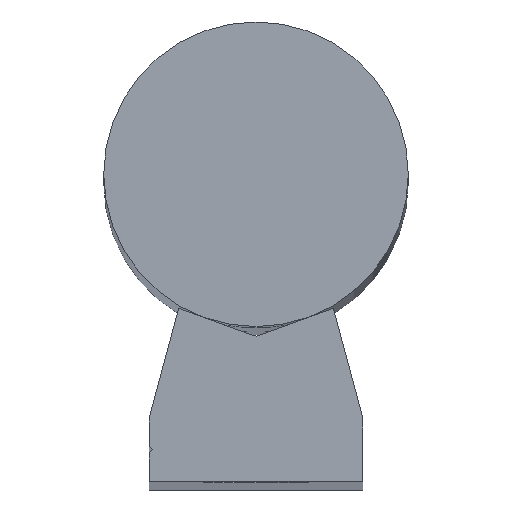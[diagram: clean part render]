
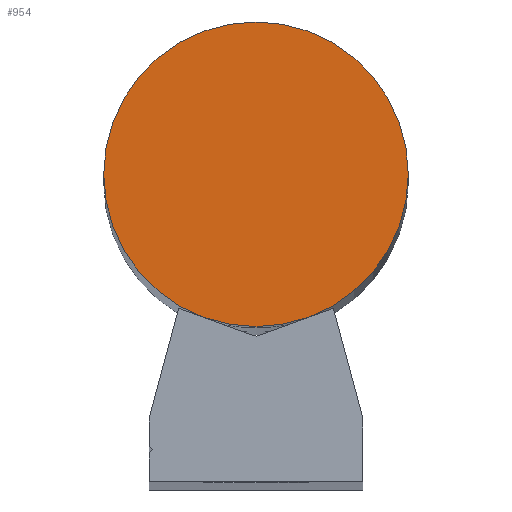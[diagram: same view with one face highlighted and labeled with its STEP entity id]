
A CAD part, top view. The second image highlights one B-rep face of the part: STEP entity #954.
In plain terms, the highlighted planar face has unit normal (0, 0, 1).
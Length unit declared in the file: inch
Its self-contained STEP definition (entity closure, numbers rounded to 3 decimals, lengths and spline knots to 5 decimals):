
#39 = DIRECTION ( 'NONE',  ( 0., 0., 1. ) ) ;
#83 = CARTESIAN_POINT ( 'NONE',  ( 0., 0.99272, 0. ) ) ;
#142 = PLANE ( 'NONE',  #818 ) ;
#215 = VERTEX_POINT ( 'NONE', #255 ) ;
#249 = DIRECTION ( 'NONE',  ( 0., 0., 1. ) ) ;
#255 = CARTESIAN_POINT ( 'NONE',  ( 0.49213, 0.99272, 0. ) ) ;
#303 = EDGE_LOOP ( 'NONE', ( #1754, #383 ) ) ;
#367 = VERTEX_POINT ( 'NONE', #1452 ) ;
#383 = ORIENTED_EDGE ( 'NONE', *, *, #1410, .T. ) ;
#450 = CIRCLE ( 'NONE', #1290, 0.49213 ) ;
#661 = DIRECTION ( 'NONE',  ( 1., 0., 0. ) ) ;
#818 = AXIS2_PLACEMENT_3D ( 'NONE', #1020, #39, #1142 ) ;
#887 = CIRCLE ( 'NONE', #1718, 0.49213 ) ;
#922 = DIRECTION ( 'NONE',  ( 1., 0., 0. ) ) ;
#954 = ADVANCED_FACE ( 'NONE', ( #1564 ), #142, .T. ) ;
#1020 = CARTESIAN_POINT ( 'NONE',  ( 0., 0.99272, 0. ) ) ;
#1055 = CARTESIAN_POINT ( 'NONE',  ( 0., 0.99272, 0. ) ) ;
#1142 = DIRECTION ( 'NONE',  ( 1., 0., 0. ) ) ;
#1290 = AXIS2_PLACEMENT_3D ( 'NONE', #83, #249, #661 ) ;
#1350 = DIRECTION ( 'NONE',  ( 0., 0., 1. ) ) ;
#1357 = EDGE_CURVE ( 'NONE', #215, #367, #887, .T. ) ;
#1410 = EDGE_CURVE ( 'NONE', #367, #215, #450, .T. ) ;
#1452 = CARTESIAN_POINT ( 'NONE',  ( -0.49213, 0.99272, 0. ) ) ;
#1564 = FACE_OUTER_BOUND ( 'NONE', #303, .T. ) ;
#1718 = AXIS2_PLACEMENT_3D ( 'NONE', #1055, #1350, #922 ) ;
#1754 = ORIENTED_EDGE ( 'NONE', *, *, #1357, .T. ) ;
